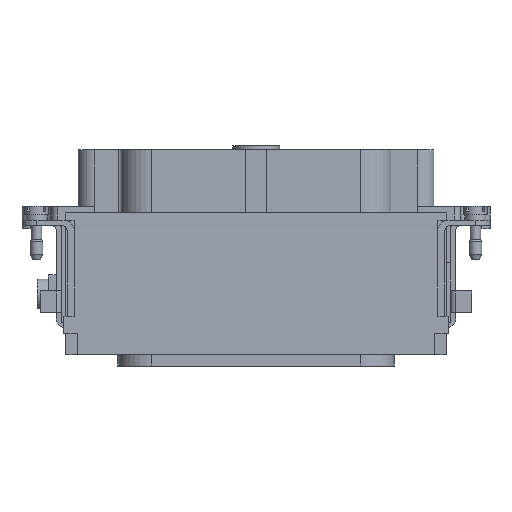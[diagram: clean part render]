
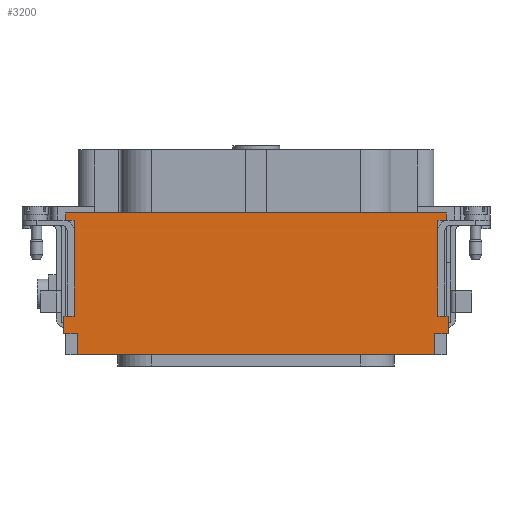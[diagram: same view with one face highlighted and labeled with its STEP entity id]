
A CAD part, front view. The second image highlights one B-rep face of the part: STEP entity #3200.
In plain terms, the highlighted planar face has unit normal (0, -1, 0).
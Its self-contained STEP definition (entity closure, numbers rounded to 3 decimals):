
#945=B_SPLINE_CURVE_WITH_KNOTS('',3,(#36492,#36493,#36494,#36495),
 .UNSPECIFIED.,.F.,.F.,(4,4),(0.,1.),.UNSPECIFIED.);
#946=B_SPLINE_CURVE_WITH_KNOTS('',3,(#36513,#36514,#36515,#36516),
 .UNSPECIFIED.,.F.,.F.,(4,4),(0.,1.),.UNSPECIFIED.);
#947=B_SPLINE_CURVE_WITH_KNOTS('',3,(#36518,#36519,#36520,#36521),
 .UNSPECIFIED.,.F.,.F.,(4,4),(0.,1.),.UNSPECIFIED.);
#948=B_SPLINE_CURVE_WITH_KNOTS('',3,(#36523,#36524,#36525,#36526),
 .UNSPECIFIED.,.F.,.F.,(4,4),(0.,1.),.UNSPECIFIED.);
#949=B_SPLINE_CURVE_WITH_KNOTS('',3,(#36528,#36529,#36530,#36531),
 .UNSPECIFIED.,.F.,.F.,(4,4),(0.,1.),.UNSPECIFIED.);
#950=B_SPLINE_CURVE_WITH_KNOTS('',3,(#36533,#36534,#36535,#36536),
 .UNSPECIFIED.,.F.,.F.,(4,4),(0.,1.),.UNSPECIFIED.);
#951=B_SPLINE_CURVE_WITH_KNOTS('',3,(#36548,#36549,#36550,#36551),
 .UNSPECIFIED.,.F.,.F.,(4,4),(0.,1.),.UNSPECIFIED.);
#952=B_SPLINE_CURVE_WITH_KNOTS('',3,(#36553,#36554,#36555,#36556),
 .UNSPECIFIED.,.F.,.F.,(4,4),(0.,1.),.UNSPECIFIED.);
#953=B_SPLINE_CURVE_WITH_KNOTS('',3,(#36558,#36559,#36560,#36561),
 .UNSPECIFIED.,.F.,.F.,(4,4),(0.,1.),.UNSPECIFIED.);
#954=B_SPLINE_CURVE_WITH_KNOTS('',3,(#36563,#36564,#36565,#36566),
 .UNSPECIFIED.,.F.,.F.,(4,4),(0.,1.),.UNSPECIFIED.);
#3200=ADVANCED_FACE('',(#5399),#4651,.T.);
#4651=PLANE('',#26540);
#5399=FACE_OUTER_BOUND('',#6686,.T.);
#6686=EDGE_LOOP('',(#9227,#9228,#9229,#9230,#9231,#9232,#9233,#9234,#9235,
#9236,#9237,#9238,#9239,#9240,#9241,#9242,#9243,#9244,#9245,#9246,#9247,
#9248,#9249,#9250));
#9227=ORIENTED_EDGE('',*,*,#18803,.F.);
#9228=ORIENTED_EDGE('',*,*,#18804,.T.);
#9229=ORIENTED_EDGE('',*,*,#18805,.T.);
#9230=ORIENTED_EDGE('',*,*,#18806,.T.);
#9231=ORIENTED_EDGE('',*,*,#18807,.T.);
#9232=ORIENTED_EDGE('',*,*,#18685,.F.);
#9233=ORIENTED_EDGE('',*,*,#18808,.T.);
#9234=ORIENTED_EDGE('',*,*,#18809,.T.);
#9235=ORIENTED_EDGE('',*,*,#18810,.T.);
#9236=ORIENTED_EDGE('',*,*,#18811,.T.);
#9237=ORIENTED_EDGE('',*,*,#18812,.T.);
#9238=ORIENTED_EDGE('',*,*,#18813,.T.);
#9239=ORIENTED_EDGE('',*,*,#18814,.F.);
#9240=ORIENTED_EDGE('',*,*,#18815,.F.);
#9241=ORIENTED_EDGE('',*,*,#18816,.T.);
#9242=ORIENTED_EDGE('',*,*,#18817,.T.);
#9243=ORIENTED_EDGE('',*,*,#18818,.F.);
#9244=ORIENTED_EDGE('',*,*,#18819,.F.);
#9245=ORIENTED_EDGE('',*,*,#18820,.F.);
#9246=ORIENTED_EDGE('',*,*,#18821,.T.);
#9247=ORIENTED_EDGE('',*,*,#18822,.T.);
#9248=ORIENTED_EDGE('',*,*,#18823,.F.);
#9249=ORIENTED_EDGE('',*,*,#18824,.F.);
#9250=ORIENTED_EDGE('',*,*,#18825,.F.);
#16193=VERTEX_POINT('',#36060);
#16194=VERTEX_POINT('',#36062);
#16311=VERTEX_POINT('',#36496);
#16312=VERTEX_POINT('',#36497);
#16313=VERTEX_POINT('',#36499);
#16314=VERTEX_POINT('',#36501);
#16315=VERTEX_POINT('',#36503);
#16316=VERTEX_POINT('',#36506);
#16317=VERTEX_POINT('',#36508);
#16318=VERTEX_POINT('',#36510);
#16319=VERTEX_POINT('',#36512);
#16320=VERTEX_POINT('',#36517);
#16321=VERTEX_POINT('',#36522);
#16322=VERTEX_POINT('',#36527);
#16323=VERTEX_POINT('',#36532);
#16324=VERTEX_POINT('',#36537);
#16325=VERTEX_POINT('',#36539);
#16326=VERTEX_POINT('',#36541);
#16327=VERTEX_POINT('',#36543);
#16328=VERTEX_POINT('',#36545);
#16329=VERTEX_POINT('',#36547);
#16330=VERTEX_POINT('',#36552);
#16331=VERTEX_POINT('',#36557);
#16332=VERTEX_POINT('',#36562);
#18685=EDGE_CURVE('',#16193,#16194,#21836,.T.);
#18803=EDGE_CURVE('',#16311,#16312,#945,.T.);
#18804=EDGE_CURVE('',#16311,#16313,#21889,.T.);
#18805=EDGE_CURVE('',#16313,#16314,#21890,.T.);
#18806=EDGE_CURVE('',#16314,#16315,#21891,.T.);
#18807=EDGE_CURVE('',#16315,#16194,#21892,.T.);
#18808=EDGE_CURVE('',#16193,#16316,#21893,.T.);
#18809=EDGE_CURVE('',#16316,#16317,#21894,.T.);
#18810=EDGE_CURVE('',#16317,#16318,#21895,.T.);
#18811=EDGE_CURVE('',#16318,#16319,#21896,.T.);
#18812=EDGE_CURVE('',#16319,#16320,#946,.T.);
#18813=EDGE_CURVE('',#16320,#16321,#947,.T.);
#18814=EDGE_CURVE('',#16322,#16321,#948,.T.);
#18815=EDGE_CURVE('',#16323,#16322,#949,.T.);
#18816=EDGE_CURVE('',#16323,#16324,#950,.T.);
#18817=EDGE_CURVE('',#16324,#16325,#21897,.T.);
#18818=EDGE_CURVE('',#16326,#16325,#21898,.T.);
#18819=EDGE_CURVE('',#16327,#16326,#21899,.T.);
#18820=EDGE_CURVE('',#16328,#16327,#21900,.T.);
#18821=EDGE_CURVE('',#16328,#16329,#21901,.T.);
#18822=EDGE_CURVE('',#16329,#16330,#951,.T.);
#18823=EDGE_CURVE('',#16331,#16330,#952,.T.);
#18824=EDGE_CURVE('',#16332,#16331,#953,.T.);
#18825=EDGE_CURVE('',#16312,#16332,#954,.T.);
#21836=LINE('',#36061,#24038);
#21889=LINE('',#36498,#24091);
#21890=LINE('',#36500,#24092);
#21891=LINE('',#36502,#24093);
#21892=LINE('',#36504,#24094);
#21893=LINE('',#36505,#24095);
#21894=LINE('',#36507,#24096);
#21895=LINE('',#36509,#24097);
#21896=LINE('',#36511,#24098);
#21897=LINE('',#36538,#24099);
#21898=LINE('',#36540,#24100);
#21899=LINE('',#36542,#24101);
#21900=LINE('',#36544,#24102);
#21901=LINE('',#36546,#24103);
#24038=VECTOR('',#28548,1.);
#24091=VECTOR('',#28603,1.);
#24092=VECTOR('',#28604,1.);
#24093=VECTOR('',#28605,1.);
#24094=VECTOR('',#28606,1.);
#24095=VECTOR('',#28607,1.);
#24096=VECTOR('',#28608,1.);
#24097=VECTOR('',#28609,1.);
#24098=VECTOR('',#28610,1.);
#24099=VECTOR('',#28611,1.);
#24100=VECTOR('',#28612,1.);
#24101=VECTOR('',#28613,1.);
#24102=VECTOR('',#28614,1.);
#24103=VECTOR('',#28615,1.);
#26540=AXIS2_PLACEMENT_3D('',#36567,#28616,#28617);
#28548=DIRECTION('',(-1.,0.,0.));
#28603=DIRECTION('',(-1.,0.,0.));
#28604=DIRECTION('',(0.,0.,-1.));
#28605=DIRECTION('',(1.,0.,0.));
#28606=DIRECTION('',(0.,0.,-1.));
#28607=DIRECTION('',(0.,0.,1.));
#28608=DIRECTION('',(1.,0.,0.));
#28609=DIRECTION('',(0.,0.,1.));
#28610=DIRECTION('',(-1.,0.,0.));
#28611=DIRECTION('',(1.,0.,0.));
#28612=DIRECTION('',(0.,0.,-1.));
#28613=DIRECTION('',(1.,0.,0.));
#28614=DIRECTION('',(0.,0.,1.));
#28615=DIRECTION('',(1.,0.,0.));
#28616=DIRECTION('',(0.,-1.,0.));
#28617=DIRECTION('',(1.,0.,0.));
#36060=CARTESIAN_POINT('',(42.35,-17.,-30.7));
#36061=CARTESIAN_POINT('',(42.35,-17.,-30.7));
#36062=CARTESIAN_POINT('',(-42.35,-17.,-30.7));
#36492=CARTESIAN_POINT('',(-44.75,-16.99,-21.6));
#36493=CARTESIAN_POINT('',(-44.217,-16.99,-21.6));
#36494=CARTESIAN_POINT('',(-43.683,-16.99,-21.6));
#36495=CARTESIAN_POINT('',(-43.15,-16.99,-21.6));
#36496=CARTESIAN_POINT('',(-44.75,-16.995,-21.6));
#36497=CARTESIAN_POINT('',(-43.125,-16.995,-21.6));
#36498=CARTESIAN_POINT('',(-45.15,-17.,-21.6));
#36499=CARTESIAN_POINT('',(-45.65,-17.,-21.6));
#36500=CARTESIAN_POINT('',(-45.65,-17.,-21.6));
#36501=CARTESIAN_POINT('',(-45.65,-17.,-25.7));
#36502=CARTESIAN_POINT('',(-45.65,-17.,-25.7));
#36503=CARTESIAN_POINT('',(-42.35,-17.,-25.7));
#36504=CARTESIAN_POINT('',(-42.35,-17.,-25.7));
#36505=CARTESIAN_POINT('',(42.35,-17.,-30.7));
#36506=CARTESIAN_POINT('',(42.35,-17.,-25.7));
#36507=CARTESIAN_POINT('',(42.35,-17.,-25.7));
#36508=CARTESIAN_POINT('',(45.65,-17.,-25.7));
#36509=CARTESIAN_POINT('',(45.65,-17.,-25.7));
#36510=CARTESIAN_POINT('',(45.65,-17.,-21.6));
#36511=CARTESIAN_POINT('',(45.65,-17.,-21.6));
#36512=CARTESIAN_POINT('',(44.75,-16.995,-21.6));
#36513=CARTESIAN_POINT('',(44.75,-17.,-21.6));
#36514=CARTESIAN_POINT('',(44.217,-17.,-21.6));
#36515=CARTESIAN_POINT('',(43.683,-17.,-21.6));
#36516=CARTESIAN_POINT('',(43.15,-17.,-21.6));
#36517=CARTESIAN_POINT('',(43.125,-16.995,-21.6));
#36518=CARTESIAN_POINT('',(43.15,-17.,-21.6));
#36519=CARTESIAN_POINT('',(43.15,-17.,-17.367));
#36520=CARTESIAN_POINT('',(43.15,-17.,-13.133));
#36521=CARTESIAN_POINT('',(43.15,-17.,-8.9));
#36522=CARTESIAN_POINT('',(43.125,-17.,-8.9));
#36523=CARTESIAN_POINT('',(43.1,-16.99,-1.5));
#36524=CARTESIAN_POINT('',(43.1,-16.99,-3.967));
#36525=CARTESIAN_POINT('',(43.1,-16.99,-6.433));
#36526=CARTESIAN_POINT('',(43.1,-16.99,-8.9));
#36527=CARTESIAN_POINT('',(43.124,-17.,-1.5));
#36528=CARTESIAN_POINT('',(43.148,-16.99,-0.97));
#36529=CARTESIAN_POINT('',(43.116,-16.99,-1.14));
#36530=CARTESIAN_POINT('',(43.1,-16.99,-1.317));
#36531=CARTESIAN_POINT('',(43.1,-16.99,-1.5));
#36532=CARTESIAN_POINT('',(43.15,-17.,-0.97));
#36533=CARTESIAN_POINT('',(43.15,-17.,-0.97));
#36534=CARTESIAN_POINT('',(43.15,-17.,-0.247));
#36535=CARTESIAN_POINT('',(43.15,-17.,0.477));
#36536=CARTESIAN_POINT('',(43.15,-17.,1.2));
#36537=CARTESIAN_POINT('',(43.15,-17.,1.2));
#36538=CARTESIAN_POINT('',(43.15,-17.,1.2));
#36539=CARTESIAN_POINT('',(45.15,-17.,1.2));
#36540=CARTESIAN_POINT('',(45.15,-17.,2.9));
#36541=CARTESIAN_POINT('',(45.15,-17.,2.9));
#36542=CARTESIAN_POINT('',(-45.15,-17.,2.9));
#36543=CARTESIAN_POINT('',(-45.15,-17.,2.9));
#36544=CARTESIAN_POINT('',(-45.15,-17.,1.2));
#36545=CARTESIAN_POINT('',(-45.15,-17.,1.2));
#36546=CARTESIAN_POINT('',(-45.15,-17.,1.2));
#36547=CARTESIAN_POINT('',(-43.15,-17.,1.2));
#36548=CARTESIAN_POINT('',(-43.15,-17.,1.2));
#36549=CARTESIAN_POINT('',(-43.15,-17.,0.476));
#36550=CARTESIAN_POINT('',(-43.15,-17.,-0.247));
#36551=CARTESIAN_POINT('',(-43.15,-17.,-0.971));
#36552=CARTESIAN_POINT('',(-43.15,-17.,-0.971));
#36553=CARTESIAN_POINT('',(-43.1,-16.99,-1.5));
#36554=CARTESIAN_POINT('',(-43.1,-16.99,-1.317));
#36555=CARTESIAN_POINT('',(-43.116,-16.99,-1.14));
#36556=CARTESIAN_POINT('',(-43.148,-16.99,-0.97));
#36557=CARTESIAN_POINT('',(-43.124,-17.,-1.5));
#36558=CARTESIAN_POINT('',(-43.1,-16.99,-8.9));
#36559=CARTESIAN_POINT('',(-43.1,-16.99,-6.433));
#36560=CARTESIAN_POINT('',(-43.1,-16.99,-3.967));
#36561=CARTESIAN_POINT('',(-43.1,-16.99,-1.5));
#36562=CARTESIAN_POINT('',(-43.125,-17.,-8.9));
#36563=CARTESIAN_POINT('',(-43.1,-16.99,-21.6));
#36564=CARTESIAN_POINT('',(-43.1,-16.99,-17.367));
#36565=CARTESIAN_POINT('',(-43.1,-16.99,-13.133));
#36566=CARTESIAN_POINT('',(-43.1,-16.99,-8.9));
#36567=CARTESIAN_POINT('',(-39.61,-17.,-8.8));
